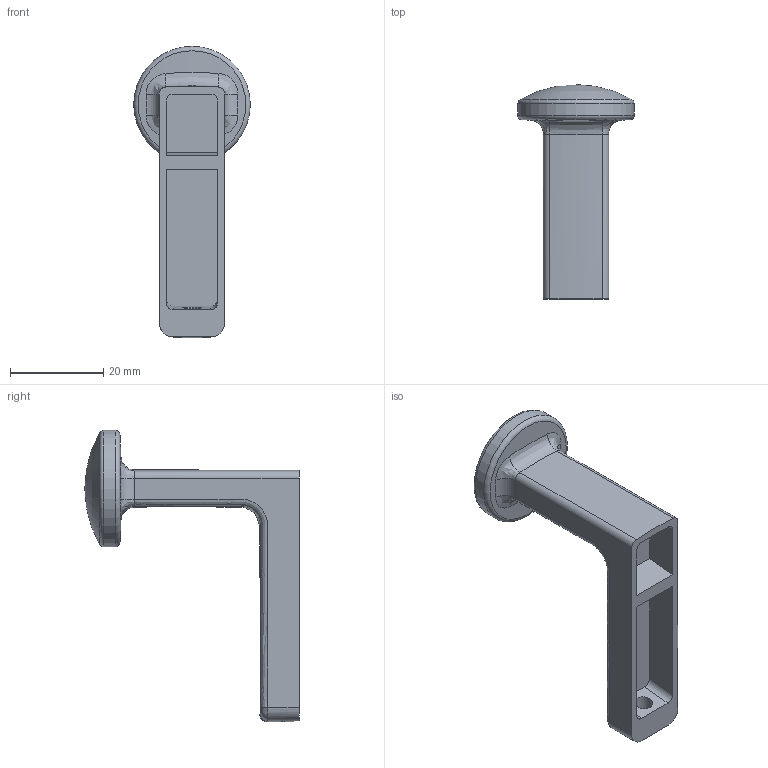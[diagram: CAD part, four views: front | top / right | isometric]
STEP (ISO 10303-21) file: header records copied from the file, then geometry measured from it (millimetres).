
FILE_DESCRIPTION(/* description */ (''),/* implementation_level */ '2;1');
FILE_NAME(/* name */ 'WZ-ARCO.stp',/* time_stamp */ '2023-07-13T14:44:51+02:00',/* author */ ('MarcinS'),/* organization */ (''),/* preprocessor_version */ 'ST-DEVELOPER v19.2',/* originating_system */ 'Autodesk Inventor 2023',/* authorisation */ '');
FILE_SCHEMA (('AUTOMOTIVE_DESIGN { 1 0 10303 214 3 1 1 }'));
Length unit declared in the file: millimetre
Products named in the file (1): Admi1328F8A6a40u
Bounding box: 25 x 46 x 62.5 mm (x, y, z)
Volume: 9069.4 mm3; surface area: 5700 mm2
Topology: 1 solids, 1 shells, 44 faces, 109 edges, 68 vertices
Faces by surface type: bspline 14, plane 13, cylinder 11, torus 4, sphere 2
Full cylindrical faces by diameter (mm): 4 x1, 25 x1
Entity records: 2489 total; most frequent: CARTESIAN_POINT 1442, ORIENTED_EDGE 216, DIRECTION 200, EDGE_CURVE 108, AXIS2_PLACEMENT_3D 80, VERTEX_POINT 68, EDGE_LOOP 48, FACE_OUTER_BOUND 44
